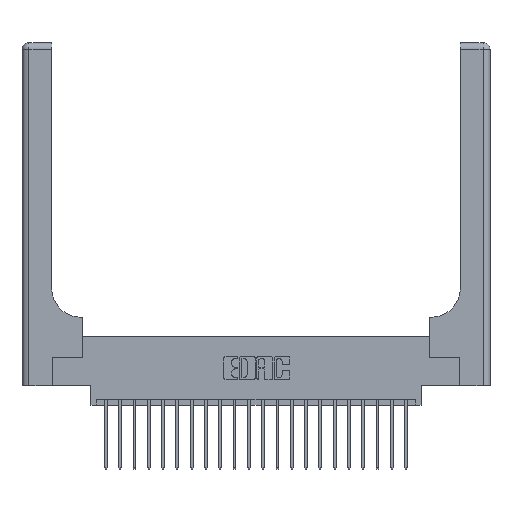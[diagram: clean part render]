
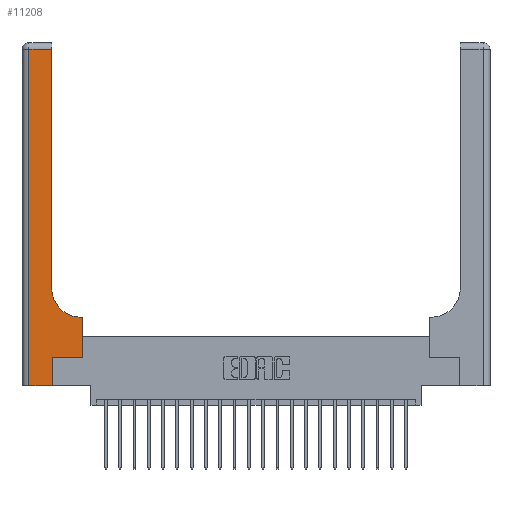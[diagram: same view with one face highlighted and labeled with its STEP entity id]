
A CAD part, top view. The second image highlights one B-rep face of the part: STEP entity #11208.
In plain terms, the highlighted planar face has unit normal (0, 0, 1).
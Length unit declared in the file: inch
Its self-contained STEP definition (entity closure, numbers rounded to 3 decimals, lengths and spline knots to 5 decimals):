
#392 = CARTESIAN_POINT ( 'NONE',  ( 0.265, 0., 0.37 ) ) ;
#404 = VERTEX_POINT ( 'NONE', #12131 ) ;
#853 = CARTESIAN_POINT ( 'NONE',  ( 0.06, 0., 0.37 ) ) ;
#857 = VERTEX_POINT ( 'NONE', #19049 ) ;
#880 = VERTEX_POINT ( 'NONE', #1725 ) ;
#1137 = CARTESIAN_POINT ( 'NONE',  ( 0., 2.94, 0.37 ) ) ;
#1495 = EDGE_CURVE ( 'NONE', #404, #9562, #9593, .T. ) ;
#1713 = CARTESIAN_POINT ( 'NONE',  ( 0.265, 0., 0.37 ) ) ;
#1725 = CARTESIAN_POINT ( 'NONE',  ( 0.265, 0.25, 0.37 ) ) ;
#2476 = EDGE_LOOP ( 'NONE', ( #5771, #3468, #10839, #14022, #11813, #13678, #14046, #10341, #11631 ) ) ;
#2680 = VECTOR ( 'NONE', #6633, 39.37008 ) ;
#2714 = AXIS2_PLACEMENT_3D ( 'NONE', #11097, #18160, #14456 ) ;
#3468 = ORIENTED_EDGE ( 'NONE', *, *, #17513, .T. ) ;
#3538 = EDGE_CURVE ( 'NONE', #17732, #880, #16208, .T. ) ;
#3542 = CARTESIAN_POINT ( 'NONE',  ( 0.51, 0.85, 0.37 ) ) ;
#3763 = VECTOR ( 'NONE', #7436, 39.37008 ) ;
#3800 = CARTESIAN_POINT ( 'NONE',  ( 0.26, 3., 0.37 ) ) ;
#4207 = CARTESIAN_POINT ( 'NONE',  ( 0.51, 0.6, 0.37 ) ) ;
#5771 = ORIENTED_EDGE ( 'NONE', *, *, #11515, .T. ) ;
#5811 = EDGE_CURVE ( 'NONE', #22473, #9640, #17081, .T. ) ;
#6226 = CARTESIAN_POINT ( 'NONE',  ( 0.528, 0.25, 0.37 ) ) ;
#6246 = CARTESIAN_POINT ( 'NONE',  ( 0.26, 0.85, 0.37 ) ) ;
#6259 = VECTOR ( 'NONE', #10364, 39.37008 ) ;
#6633 = DIRECTION ( 'NONE',  ( 1., 0., 0. ) ) ;
#6997 = DIRECTION ( 'NONE',  ( 0., 0., -1. ) ) ;
#7436 = DIRECTION ( 'NONE',  ( 0., 1., 0. ) ) ;
#7755 = FACE_OUTER_BOUND ( 'NONE', #2476, .T. ) ;
#8932 = VECTOR ( 'NONE', #17545, 39.37008 ) ;
#9074 = CARTESIAN_POINT ( 'NONE',  ( 0.26, 0.6, 0.37 ) ) ;
#9562 = VERTEX_POINT ( 'NONE', #4207 ) ;
#9593 = LINE ( 'NONE', #9074, #10837 ) ;
#9640 = VERTEX_POINT ( 'NONE', #853 ) ;
#10115 = LINE ( 'NONE', #1137, #19825 ) ;
#10341 = ORIENTED_EDGE ( 'NONE', *, *, #1495, .T. ) ;
#10364 = DIRECTION ( 'NONE',  ( 0., -1., 0. ) ) ;
#10837 = VECTOR ( 'NONE', #16115, 39.37008 ) ;
#10839 = ORIENTED_EDGE ( 'NONE', *, *, #5811, .T. ) ;
#11097 = CARTESIAN_POINT ( 'NONE',  ( 0., 3., 0.37 ) ) ;
#11126 = LINE ( 'NONE', #16684, #14108 ) ;
#11208 = ADVANCED_FACE ( 'NONE', ( #7755 ), #16303, .F. ) ;
#11515 = EDGE_CURVE ( 'NONE', #18938, #857, #14177, .T. ) ;
#11594 = CARTESIAN_POINT ( 'NONE',  ( 0., 0., 0.37 ) ) ;
#11631 = ORIENTED_EDGE ( 'NONE', *, *, #22602, .T. ) ;
#11813 = ORIENTED_EDGE ( 'NONE', *, *, #3538, .T. ) ;
#11819 = LINE ( 'NONE', #11594, #2680 ) ;
#12131 = CARTESIAN_POINT ( 'NONE',  ( 0.528, 0.6, 0.37 ) ) ;
#12134 = EDGE_CURVE ( 'NONE', #9640, #17732, #11819, .T. ) ;
#12296 = DIRECTION ( 'NONE',  ( 1., 0., 0. ) ) ;
#13678 = ORIENTED_EDGE ( 'NONE', *, *, #22773, .T. ) ;
#14022 = ORIENTED_EDGE ( 'NONE', *, *, #12134, .T. ) ;
#14046 = ORIENTED_EDGE ( 'NONE', *, *, #20326, .T. ) ;
#14108 = VECTOR ( 'NONE', #19923, 39.37008 ) ;
#14177 = LINE ( 'NONE', #3800, #8932 ) ;
#14456 = DIRECTION ( 'NONE',  ( -1., 0., 0. ) ) ;
#15303 = CARTESIAN_POINT ( 'NONE',  ( 0.06, 2.94, 0.37 ) ) ;
#16115 = DIRECTION ( 'NONE',  ( -1., 0., 0. ) ) ;
#16208 = LINE ( 'NONE', #392, #3763 ) ;
#16303 = PLANE ( 'NONE',  #2714 ) ;
#16684 = CARTESIAN_POINT ( 'NONE',  ( 0.265, 0.25, 0.37 ) ) ;
#17081 = LINE ( 'NONE', #20558, #6259 ) ;
#17513 = EDGE_CURVE ( 'NONE', #857, #22473, #10115, .T. ) ;
#17545 = DIRECTION ( 'NONE',  ( 0., 1., 0. ) ) ;
#17732 = VERTEX_POINT ( 'NONE', #1713 ) ;
#17794 = CARTESIAN_POINT ( 'NONE',  ( 0.528, 0.25, 0.37 ) ) ;
#18160 = DIRECTION ( 'NONE',  ( 0., 0., -1. ) ) ;
#18233 = LINE ( 'NONE', #6226, #22805 ) ;
#18938 = VERTEX_POINT ( 'NONE', #6246 ) ;
#19049 = CARTESIAN_POINT ( 'NONE',  ( 0.26, 2.94, 0.37 ) ) ;
#19825 = VECTOR ( 'NONE', #20540, 39.37008 ) ;
#19923 = DIRECTION ( 'NONE',  ( 1., 0., 0. ) ) ;
#20326 = EDGE_CURVE ( 'NONE', #21501, #404, #18233, .T. ) ;
#20540 = DIRECTION ( 'NONE',  ( -1., 0., 0. ) ) ;
#20558 = CARTESIAN_POINT ( 'NONE',  ( 0.06, 3., 0.37 ) ) ;
#21501 = VERTEX_POINT ( 'NONE', #17794 ) ;
#21505 = AXIS2_PLACEMENT_3D ( 'NONE', #3542, #6997, #12296 ) ;
#21803 = DIRECTION ( 'NONE',  ( 0., 1., 0. ) ) ;
#22473 = VERTEX_POINT ( 'NONE', #15303 ) ;
#22602 = EDGE_CURVE ( 'NONE', #9562, #18938, #22612, .T. ) ;
#22612 = CIRCLE ( 'NONE', #21505, 0.25 ) ;
#22773 = EDGE_CURVE ( 'NONE', #880, #21501, #11126, .T. ) ;
#22805 = VECTOR ( 'NONE', #21803, 39.37008 ) ;
